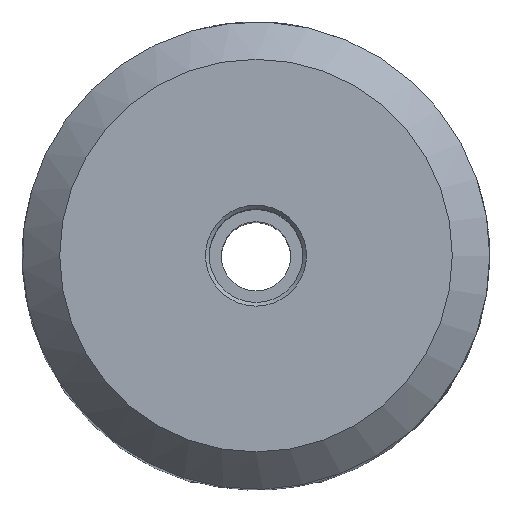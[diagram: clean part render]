
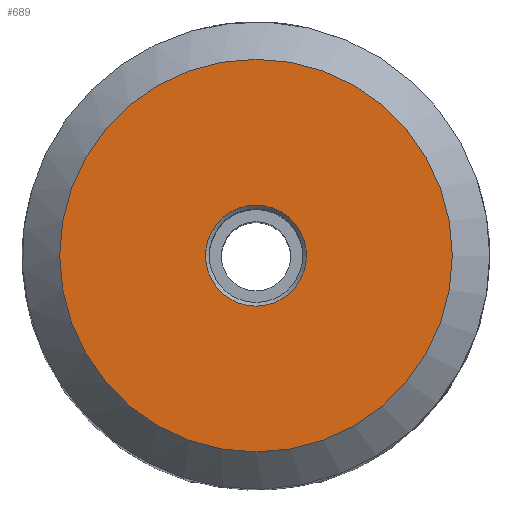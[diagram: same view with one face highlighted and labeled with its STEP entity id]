
A CAD part, top view. The second image highlights one B-rep face of the part: STEP entity #689.
In plain terms, the highlighted planar face has unit normal (0, 0, 1).
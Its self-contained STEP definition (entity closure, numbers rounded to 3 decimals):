
#40 = DIRECTION ( 'NONE',  ( 1., 0., 0. ) ) ;
#45 = AXIS2_PLACEMENT_3D ( 'NONE', #904, #56, #1000 ) ;
#56 = DIRECTION ( 'NONE',  ( 0., 0., 1. ) ) ;
#117 = EDGE_CURVE ( 'NONE', #159, #159, #795, .T. ) ;
#157 = EDGE_LOOP ( 'NONE', ( #249 ) ) ;
#159 = VERTEX_POINT ( 'NONE', #415 ) ;
#187 = AXIS2_PLACEMENT_3D ( 'NONE', #273, #1063, #1070 ) ;
#217 = EDGE_LOOP ( 'NONE', ( #1095 ) ) ;
#249 = ORIENTED_EDGE ( 'NONE', *, *, #117, .T. ) ;
#256 = AXIS2_PLACEMENT_3D ( 'NONE', #1005, #466, #40 ) ;
#273 = CARTESIAN_POINT ( 'NONE',  ( 0., 0., 65. ) ) ;
#303 = FACE_OUTER_BOUND ( 'NONE', #217, .T. ) ;
#390 = PLANE ( 'NONE',  #256 ) ;
#415 = CARTESIAN_POINT ( 'NONE',  ( 2.7, 0., 65. ) ) ;
#466 = DIRECTION ( 'NONE',  ( 0., 0., 1. ) ) ;
#577 = VERTEX_POINT ( 'NONE', #753 ) ;
#689 = ADVANCED_FACE ( 'NONE', ( #1094, #303 ), #390, .T. ) ;
#729 = EDGE_CURVE ( 'NONE', #577, #577, #1027, .T. ) ;
#753 = CARTESIAN_POINT ( 'NONE',  ( 10.5, 0., 65. ) ) ;
#795 = CIRCLE ( 'NONE', #187, 2.7 ) ;
#904 = CARTESIAN_POINT ( 'NONE',  ( 0., 0., 65. ) ) ;
#1000 = DIRECTION ( 'NONE',  ( 1., 0., 0. ) ) ;
#1005 = CARTESIAN_POINT ( 'NONE',  ( 0., 0., 65. ) ) ;
#1027 = CIRCLE ( 'NONE', #45, 10.5 ) ;
#1063 = DIRECTION ( 'NONE',  ( 0., 0., -1. ) ) ;
#1070 = DIRECTION ( 'NONE',  ( 1., 0., 0. ) ) ;
#1094 = FACE_BOUND ( 'NONE', #157, .T. ) ;
#1095 = ORIENTED_EDGE ( 'NONE', *, *, #729, .T. ) ;
